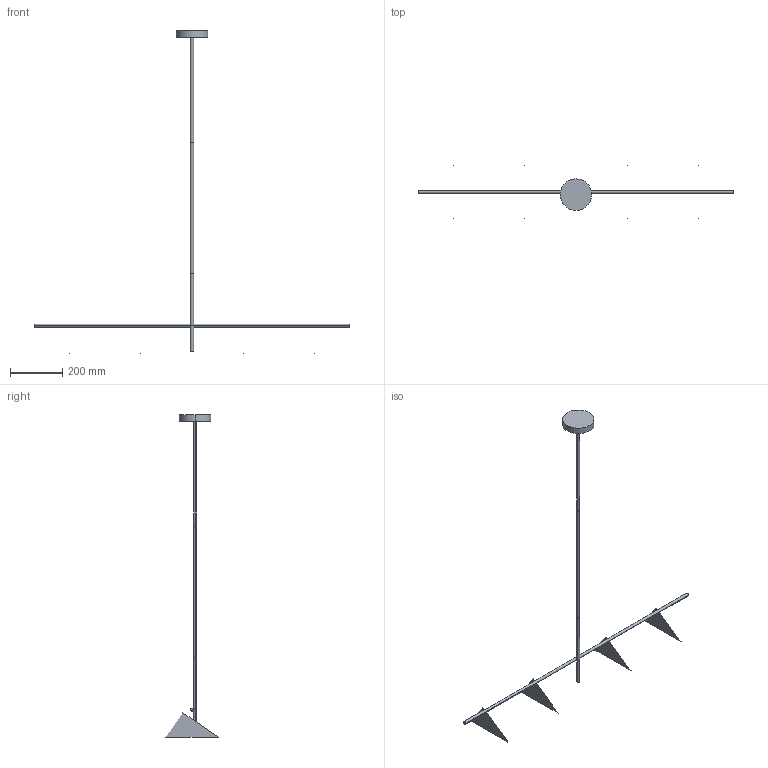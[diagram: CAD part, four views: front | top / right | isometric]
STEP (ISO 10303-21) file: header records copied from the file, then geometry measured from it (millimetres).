
FILE_DESCRIPTION(/* description */ (''),/* implementation_level */ '2;1');
FILE_NAME(/* name */ '1744.204_JUGEN',/* time_stamp */ '2023-01-18T18:14:25+01:00',/* author */ (''),/* organization */ (''),/* preprocessor_version */ 'ST-DEVELOPER v16.5',/* originating_system */ 'Rhino 7.15',/* authorisation */ '');
FILE_SCHEMA (('CONFIG_CONTROL_DESIGN'));
Length unit declared in the file: millimetre
Products named in the file (1): Document
Bounding box: 1200 x 200 x 1230.4 mm (x, y, z)
Volume: 554291.7 mm3; surface area: 627537.9 mm2
Topology: 6 solids, 14 shells, 36 faces, 81 edges, 57 vertices
Faces by surface type: cylinder 12, plane 12, bspline 12
Entity records: 1699 total; most frequent: CARTESIAN_POINT 1178, ORIENTED_EDGE 96, EDGE_CURVE 52, EDGE_LOOP 40, VERTEX_POINT 40, ADVANCED_FACE 36, FACE_OUTER_BOUND 36, DIRECTION 33
